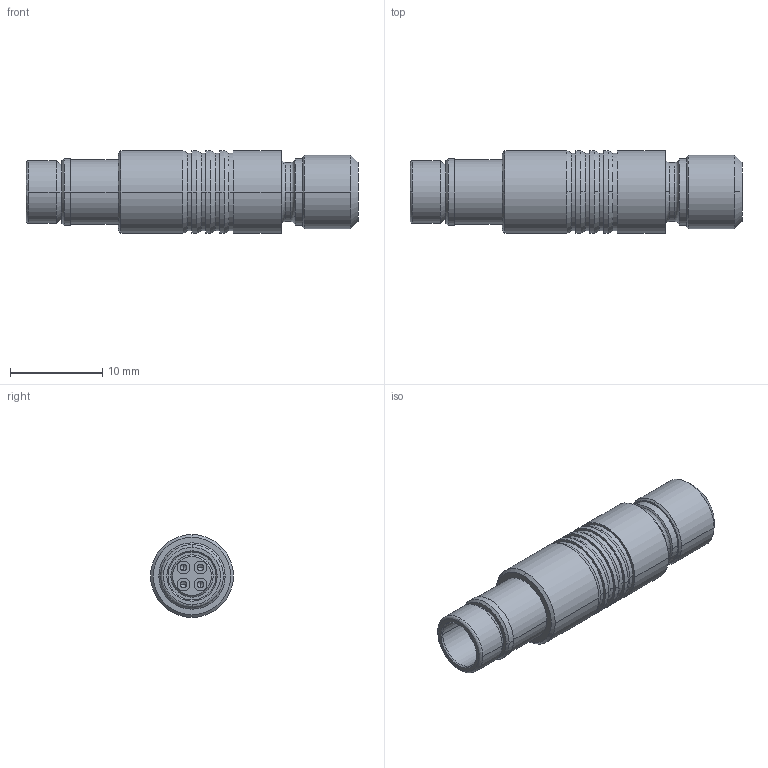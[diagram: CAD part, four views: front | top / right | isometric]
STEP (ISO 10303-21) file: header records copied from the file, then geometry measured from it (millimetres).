
FILE_DESCRIPTION (( 'STEP AP214' ), '1' );
FILE_NAME ('PF297010.step', '2017-07-10T09:01:19', ( 'install' ), ( '' ), 'SwSTEP 2.0', 'SolidWorks 2015', '' );
FILE_SCHEMA (( 'AUTOMOTIVE_DESIGN' ));
Length unit declared in the file: millimetre
Products named in the file (1): PF297010
Bounding box: 36 x 9 x 9 mm (x, y, z)
Volume: 1345.9 mm3; surface area: 2226.8 mm2
Topology: 1 solids, 9 shells, 273 faces, 679 edges, 425 vertices
Faces by surface type: cylinder 134, cone 92, plane 35, bspline 8, torus 4
Entity records: 8506 total; most frequent: CARTESIAN_POINT 1763, DIRECTION 1574, ORIENTED_EDGE 1326, AXIS2_PLACEMENT_3D 670, EDGE_CURVE 663, VERTEX_POINT 425, CIRCLE 404, EDGE_LOOP 306
